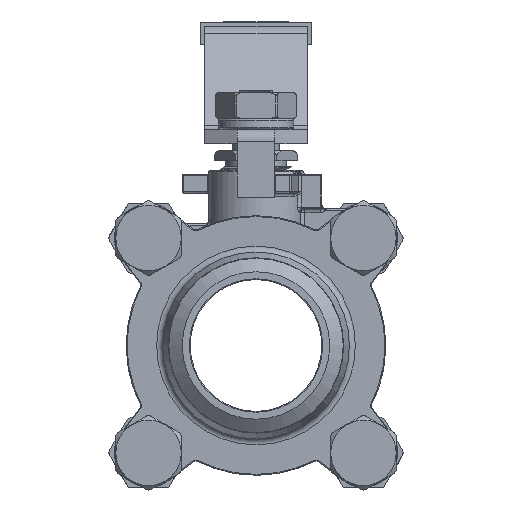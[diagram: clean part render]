
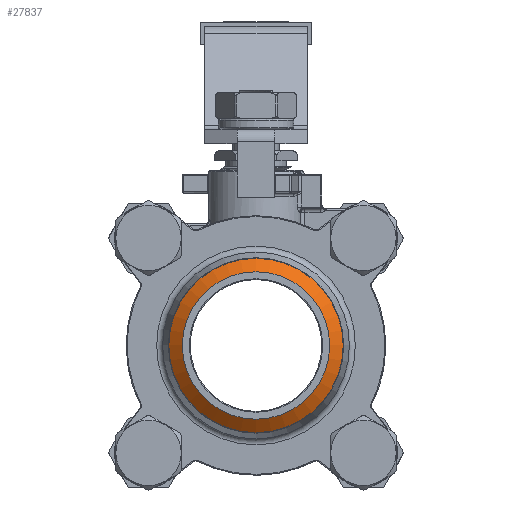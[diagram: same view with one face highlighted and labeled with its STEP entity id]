
A CAD part, left-side view. The second image highlights one B-rep face of the part: STEP entity #27837.
In plain terms, the highlighted conical face has half-angle 52.5 degrees and reference radius 19.536 mm.
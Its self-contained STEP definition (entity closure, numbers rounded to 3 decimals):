
#27795=CARTESIAN_POINT('',(-52.0,-17.9,0.0));
#27796=VERTEX_POINT('',#27795);
#27797=CARTESIAN_POINT('',(-52.0,0.0,0.0));
#27798=DIRECTION('',(-1.0,0.0,0.0));
#27799=DIRECTION('',(0.0,-1.0,0.0));
#27800=AXIS2_PLACEMENT_3D('',#27797,#27798,#27799);
#27801=CIRCLE('',#27800,17.9);
#27802=EDGE_CURVE('',#27796,#27796,#27801,.T.);
#27818=CARTESIAN_POINT('',(-50.745,0.0,0.0));
#27819=DIRECTION('',(1.0,0.0,0.0));
#27820=DIRECTION('',(0.0,-1.0,0.0));
#27821=AXIS2_PLACEMENT_3D('',#27818,#27819,#27820);
#27822=CONICAL_SURFACE('',#27821,19.536,52.5);
#27823=CARTESIAN_POINT('',(-49.489,-21.172,0.0));
#27824=VERTEX_POINT('',#27823);
#27825=CARTESIAN_POINT('',(-49.489,0.0,0.0));
#27826=DIRECTION('',(1.0,0.0,0.0));
#27827=DIRECTION('',(0.0,1.0,0.0));
#27828=AXIS2_PLACEMENT_3D('',#27825,#27826,#27827);
#27829=CIRCLE('',#27828,21.172);
#27830=EDGE_CURVE('',#27824,#27824,#27829,.T.);
#27831=ORIENTED_EDGE('',*,*,#27830,.F.);
#27832=EDGE_LOOP('',(#27831));
#27833=FACE_OUTER_BOUND('',#27832,.T.);
#27834=ORIENTED_EDGE('',*,*,#27802,.F.);
#27835=EDGE_LOOP('',(#27834));
#27836=FACE_BOUND('',#27835,.T.);
#27837=ADVANCED_FACE('',(#27833,#27836),#27822,.T.);
